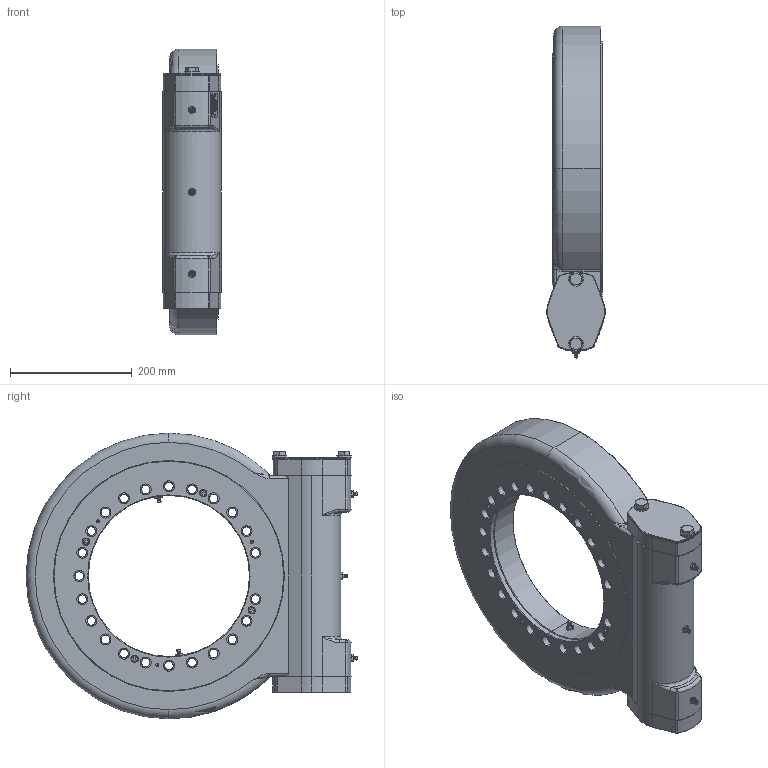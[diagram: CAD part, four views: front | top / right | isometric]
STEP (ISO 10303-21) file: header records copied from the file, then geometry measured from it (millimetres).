
FILE_DESCRIPTION (( 'STEP AP214' ), '1' );
FILE_NAME ('LBE435-Z1 - SH.STEP', '2018-10-10T08:18:39', ( '' ), ( '' ), 'SwSTEP 2.0', 'SolidWorks 2016', '' );
FILE_SCHEMA (( 'AUTOMOTIVE_DESIGN' ));
Length unit declared in the file: millimetre
Products named in the file (1): LBE435-Z1 - SH
Bounding box: 96 x 546 x 470 mm (x, y, z)
Surface area: 775852 mm2 (no closed solid volume)
Topology: 0 solids, 42 shells, 668 faces, 2423 edges, 1767 vertices
Faces by surface type: cylinder 266, plane 186, torus 114, cone 84, bspline 10, sphere 8
Entity records: 36752 total; most frequent: CARTESIAN_POINT 8651, DIRECTION 4421, ORIENTED_EDGE 3773, EDGE_CURVE 2411, VERTEX_POINT 1767, AXIS2_PLACEMENT_3D 1651, LINE 1119, VECTOR 1119
